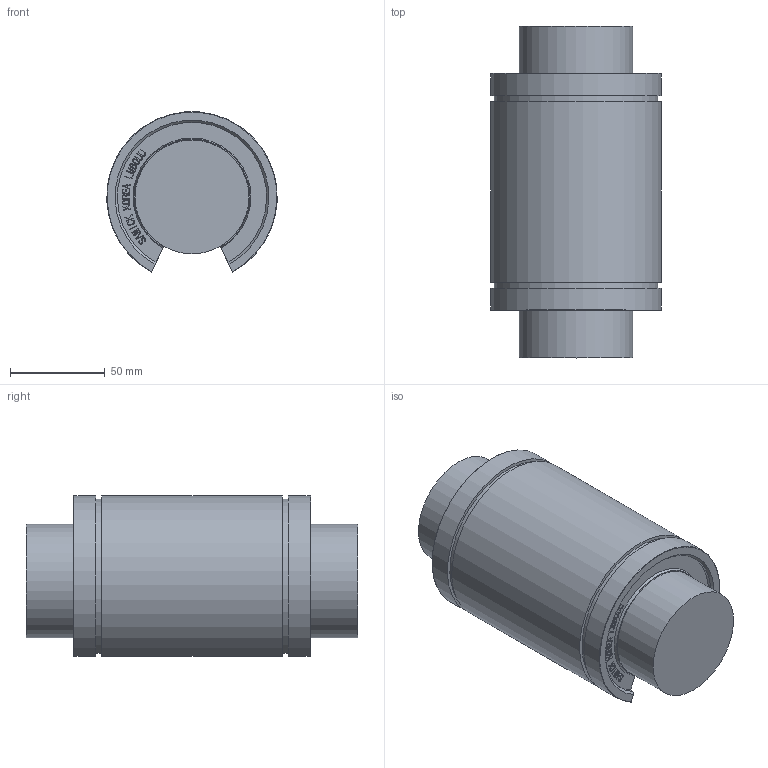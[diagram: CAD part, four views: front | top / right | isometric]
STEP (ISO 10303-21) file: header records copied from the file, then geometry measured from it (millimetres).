
FILE_DESCRIPTION((''),'2;1');
FILE_NAME('LME60UUOP.stp','2013-02-05T19:17:04',('user2'),(''),'Autodesk Inventor 2012','Autodesk Inventor 2012','');
FILE_SCHEMA(('AUTOMOTIVE_DESIGN { 1 0 10303 214 1 1 1 1 }'));
Length unit declared in the file: millimetre
Products named in the file (1): LME60UUOP
Bounding box: 89.88 x 175 x 84.45 mm (x, y, z)
Volume: 852660.5 mm3; surface area: 61706.7 mm2
Topology: 1 solids, 1 shells, 836 faces, 2364 edges, 1576 vertices
Faces by surface type: bspline 600, plane 222, cylinder 8, cone 4, torus 2
Full cylindrical faces by diameter (mm): 60 x1
Entity records: 28535 total; most frequent: CARTESIAN_POINT 10223, ORIENTED_EDGE 4720, EDGE_CURVE 2360, DIRECTION 1648, VERTEX_POINT 1574, QUASI_UNIFORM_CURVE 1200, VECTOR 1122, LINE 1122
